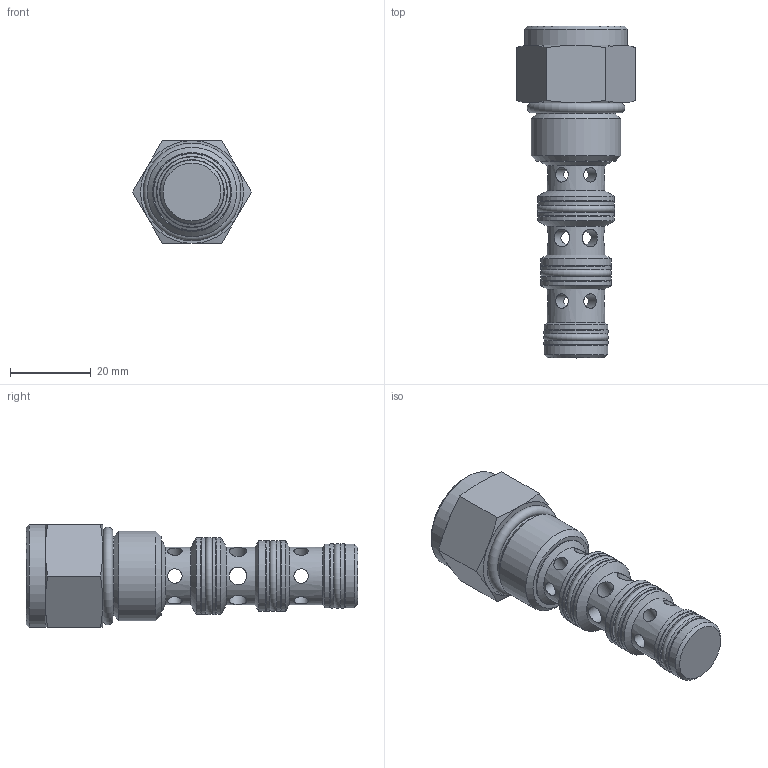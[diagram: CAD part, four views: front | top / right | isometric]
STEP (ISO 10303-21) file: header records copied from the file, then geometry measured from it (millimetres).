
FILE_DESCRIPTION((''),'2;1');
FILE_NAME('dpod-100-3-n-125_10161-77_RA.stp','2012-07-16T11:11:58',('mmartin'),(''),'Autodesk Inventor 2010','Autodesk Inventor 2010','');
FILE_SCHEMA(('AUTOMOTIVE_DESIGN { 1 0 10303 214 1 1 1 1 }'));
Length unit declared in the file: inch
Products named in the file (1): 10161-77_Shrinkwrap
Bounding box: 29.33 x 81.95 x 25.4 mm (x, y, z)
Volume: 24121 mm3; surface area: 9398.1 mm2
Topology: 2 solids, 2 shells, 127 faces, 329 edges, 199 vertices
Faces by surface type: cylinder 48, plane 40, cone 22, torus 10, bspline 7
Full cylindrical faces by diameter (mm): 3.569 x12, 4.381 x6, 13.31 x2, 14.275 x3, 14.63 x2, 15.799 x2, 16.231 x2, 17.374 x3, 18.974 x2, 19.622 x2, 22.047 x1, 25.4 x1
Entity records: 4200 total; most frequent: CARTESIAN_POINT 1508, DIRECTION 544, ORIENTED_EDGE 436, AXIS2_PLACEMENT_3D 257, EDGE_LOOP 221, EDGE_CURVE 218, VERTEX_POINT 159, FACE_OUTER_BOUND 127
